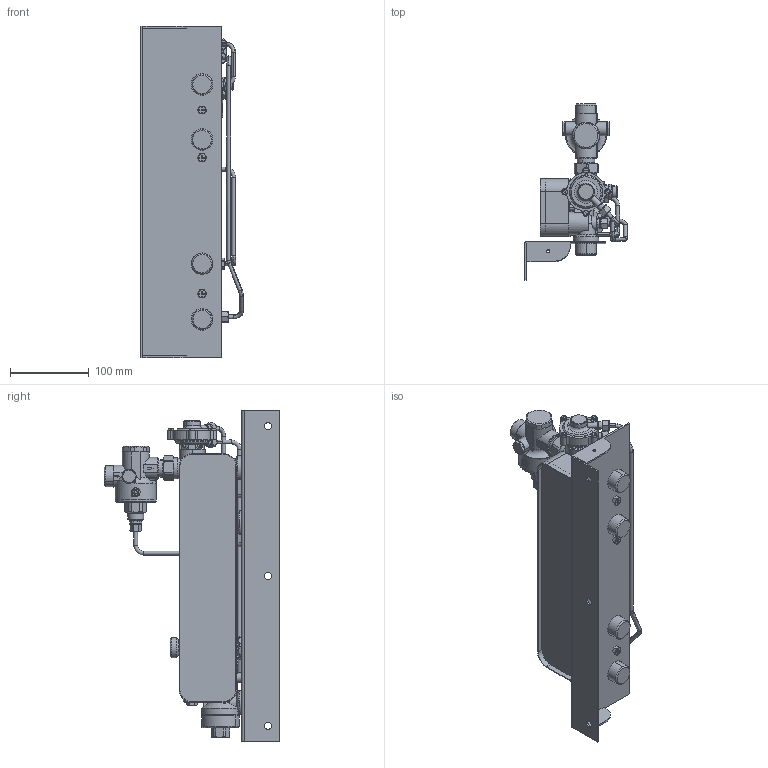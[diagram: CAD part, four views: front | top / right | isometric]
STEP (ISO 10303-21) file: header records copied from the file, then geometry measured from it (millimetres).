
FILE_DESCRIPTION(('CATIA V5 STEP Exchange','CAx-IF Rec.Pracs.--- Model Styling and Organization---1.4--- 2014-01-23','CAx-IF Rec.Pracs.---3D Tessellated Data Validation Properties---0.5---2014-09-14'),'2;1');
FILE_NAME('STEP_SATK15323_DPCV_-_TST.stp','2020-05-18T14:53:17+00:00',('none'),('none'),'CATIA Version 5-6 Release 2019 SP3','CATIA V5 STEP AP242 v1','none');
FILE_SCHEMA(('AP242_MANAGED_MODEL_BASED_3D_ENGINEERING_MIM_LF {1 0 10303 442 1 1 4}'));
Products named in the file (1): SATK15323 DPCV - TST
Bounding box: 130.49 x 222.79 x 420 mm (x, y, z)
Volume: 1385907.7 mm3; surface area: 334593.8 mm2
Topology: 1 solids, 17 shells, 1863 faces, 5298 edges, 3576 vertices
Faces by surface type: plane 816, cylinder 706, cone 213, torus 88, bspline 31, sphere 9
Entity records: 65854 total; most frequent: CARTESIAN_POINT 22269, ORIENTED_EDGE 10592, DIRECTION 6401, EDGE_CURVE 5296, VERTEX_POINT 3576, AXIS2_PLACEMENT_3D 2912, VECTOR 2267, LINE 2267
